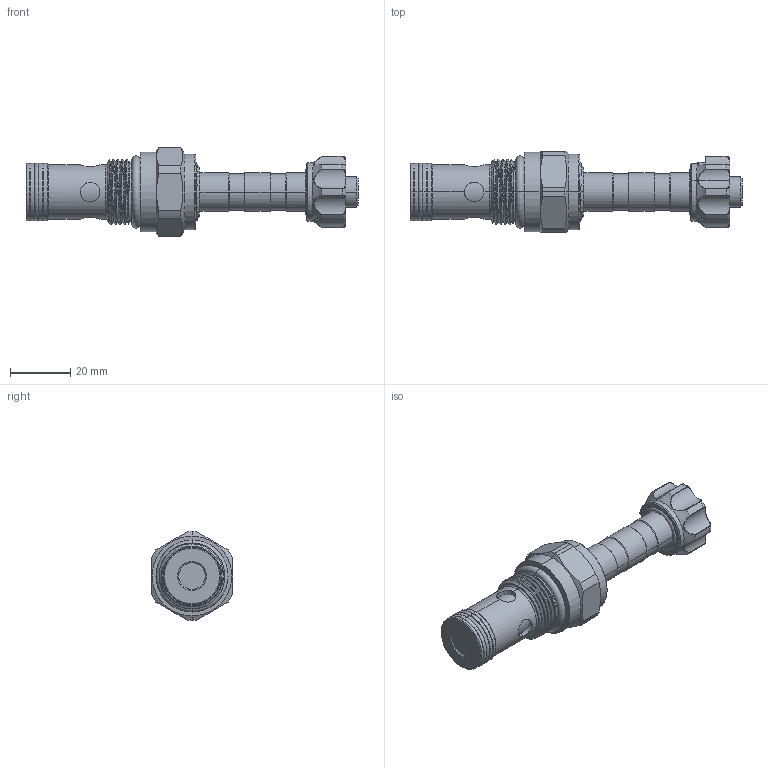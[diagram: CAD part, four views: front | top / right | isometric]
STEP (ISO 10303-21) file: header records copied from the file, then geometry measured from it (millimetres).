
FILE_DESCRIPTION (( 'STEP AP203' ), '1' );
FILE_NAME ('EP22ML2A05M85.STEP', '2024-12-04T00:54:15', ( '' ), ( '' ), 'SwSTEP 2.0', 'SolidWorks 2018', '' );
FILE_SCHEMA (( 'CONFIG_CONTROL_DESIGN' ));
Length unit declared in the file: millimetre
Products named in the file (1): EP22ML2A05M85
Bounding box: 110.3 x 27 x 29.6 mm (x, y, z)
Volume: 30892.8 mm3; surface area: 9260.8 mm2
Topology: 1 solids, 2 shells, 269 faces, 638 edges, 388 vertices
Faces by surface type: cylinder 124, bspline 42, cone 38, torus 37, plane 28
Entity records: 16660 total; most frequent: CARTESIAN_POINT 10751, ORIENTED_EDGE 1272, DIRECTION 1177, EDGE_CURVE 636, AXIS2_PLACEMENT_3D 507, VERTEX_POINT 388, EDGE_LOOP 290, CIRCLE 279
